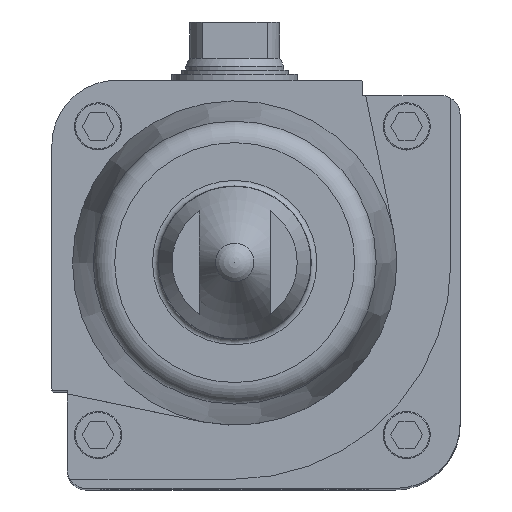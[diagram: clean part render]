
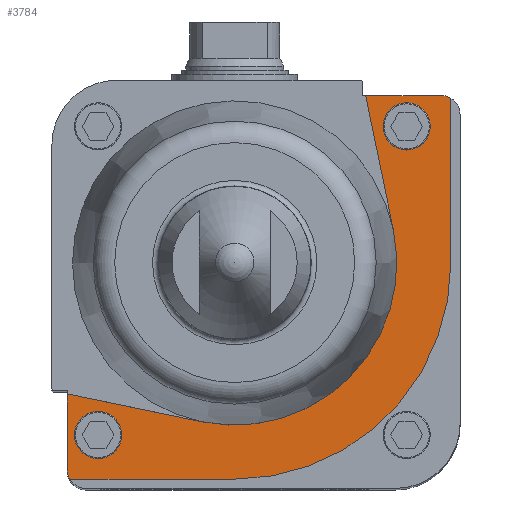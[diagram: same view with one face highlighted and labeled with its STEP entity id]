
A CAD part, top view. The second image highlights one B-rep face of the part: STEP entity #3784.
In plain terms, the highlighted planar face has unit normal (0, 0, 1).
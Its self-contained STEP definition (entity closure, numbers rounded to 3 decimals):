
#137=PLANE('',#4160);
#257=LINE('',#5567,#567);
#274=LINE('',#5619,#584);
#308=LINE('',#6030,#618);
#309=LINE('',#6034,#619);
#310=LINE('',#6035,#620);
#311=LINE('',#6039,#621);
#567=VECTOR('',#4408,1000.);
#584=VECTOR('',#4447,1000.);
#618=VECTOR('',#4839,1000.);
#619=VECTOR('',#4842,1000.);
#620=VECTOR('',#4843,1000.);
#621=VECTOR('',#4846,1000.);
#1154=ORIENTED_EDGE('',*,*,#2007,.T.);
#1155=ORIENTED_EDGE('',*,*,#2008,.T.);
#1156=ORIENTED_EDGE('',*,*,#1857,.T.);
#1157=ORIENTED_EDGE('',*,*,#1867,.T.);
#1158=ORIENTED_EDGE('',*,*,#2009,.T.);
#1159=ORIENTED_EDGE('',*,*,#2010,.T.);
#1160=ORIENTED_EDGE('',*,*,#2011,.T.);
#1161=ORIENTED_EDGE('',*,*,#1872,.T.);
#1162=ORIENTED_EDGE('',*,*,#1882,.T.);
#1163=ORIENTED_EDGE('',*,*,#2012,.T.);
#1164=ORIENTED_EDGE('',*,*,#2013,.F.);
#1165=ORIENTED_EDGE('',*,*,#2014,.T.);
#1857=EDGE_CURVE('',#2346,#2345,#257,.T.);
#1867=EDGE_CURVE('',#2345,#2355,#2718,.T.);
#1872=EDGE_CURVE('',#2360,#2359,#2721,.T.);
#1882=EDGE_CURVE('',#2359,#2369,#274,.T.);
#2007=EDGE_CURVE('',#2490,#2490,#2811,.T.);
#2008=EDGE_CURVE('',#2491,#2491,#2812,.T.);
#2009=EDGE_CURVE('',#2355,#2492,#308,.T.);
#2010=EDGE_CURVE('',#2492,#2493,#2813,.T.);
#2011=EDGE_CURVE('',#2493,#2360,#309,.T.);
#2012=EDGE_CURVE('',#2369,#2494,#310,.T.);
#2013=EDGE_CURVE('',#2495,#2494,#2814,.T.);
#2014=EDGE_CURVE('',#2495,#2346,#311,.T.);
#2345=VERTEX_POINT('',#5566);
#2346=VERTEX_POINT('',#5568);
#2355=VERTEX_POINT('',#5587);
#2359=VERTEX_POINT('',#5597);
#2360=VERTEX_POINT('',#5599);
#2369=VERTEX_POINT('',#5618);
#2490=VERTEX_POINT('',#6027);
#2491=VERTEX_POINT('',#6029);
#2492=VERTEX_POINT('',#6031);
#2493=VERTEX_POINT('',#6033);
#2494=VERTEX_POINT('',#6036);
#2495=VERTEX_POINT('',#6038);
#2718=CIRCLE('',#3976,9.5);
#2721=CIRCLE('',#3980,9.5);
#2811=CIRCLE('',#4161,12.);
#2812=CIRCLE('',#4162,12.);
#2813=CIRCLE('',#4163,110.);
#2814=CIRCLE('',#4164,82.5);
#3054=EDGE_LOOP('',(#1154));
#3055=EDGE_LOOP('',(#1155));
#3056=EDGE_LOOP('',(#1156,#1157,#1158,#1159,#1160,#1161,#1162,#1163,#1164,
#1165));
#3439=FACE_BOUND('',#3054,.T.);
#3440=FACE_BOUND('',#3055,.T.);
#3441=FACE_BOUND('',#3056,.T.);
#3784=ADVANCED_FACE('',(#3439,#3440,#3441),#137,.T.);
#3976=AXIS2_PLACEMENT_3D('',#5588,#4422,#4423);
#3980=AXIS2_PLACEMENT_3D('',#5598,#4432,#4433);
#4160=AXIS2_PLACEMENT_3D('',#6025,#4833,#4834);
#4161=AXIS2_PLACEMENT_3D('',#6026,#4835,#4836);
#4162=AXIS2_PLACEMENT_3D('',#6028,#4837,#4838);
#4163=AXIS2_PLACEMENT_3D('',#6032,#4840,#4841);
#4164=AXIS2_PLACEMENT_3D('',#6037,#4844,#4845);
#4408=DIRECTION('',(0.,-1.,0.));
#4422=DIRECTION('',(0.,0.,1.));
#4423=DIRECTION('',(1.,0.,0.));
#4432=DIRECTION('',(0.,0.,1.));
#4433=DIRECTION('',(1.,0.,0.));
#4447=DIRECTION('',(-1.,0.,0.));
#4833=DIRECTION('',(0.,0.,1.));
#4834=DIRECTION('',(1.,0.,0.));
#4835=DIRECTION('',(0.,0.,-1.));
#4836=DIRECTION('',(-1.,0.,0.));
#4837=DIRECTION('',(0.,0.,-1.));
#4838=DIRECTION('',(-1.,0.,0.));
#4839=DIRECTION('',(1.,0.,0.));
#4840=DIRECTION('',(0.,0.,1.));
#4841=DIRECTION('',(1.,0.,0.));
#4842=DIRECTION('',(0.,1.,0.));
#4843=DIRECTION('',(0.203,-0.979,0.));
#4844=DIRECTION('',(0.,0.,1.));
#4845=DIRECTION('',(1.,0.,0.));
#4846=DIRECTION('',(-0.979,0.203,0.));
#5566=CARTESIAN_POINT('',(-85.2,-105.2,227.));
#5567=CARTESIAN_POINT('',(-85.2,-65.,227.));
#5568=CARTESIAN_POINT('',(-85.2,-66.614,227.));
#5587=CARTESIAN_POINT('',(-83.898,-110.,227.));
#5588=CARTESIAN_POINT('',(-75.7,-105.2,227.));
#5597=CARTESIAN_POINT('',(105.2,85.2,227.));
#5598=CARTESIAN_POINT('',(105.2,75.7,227.));
#5599=CARTESIAN_POINT('',(110.,83.898,227.));
#5618=CARTESIAN_POINT('',(66.614,85.2,227.));
#5619=CARTESIAN_POINT('',(105.2,85.2,227.));
#6025=CARTESIAN_POINT('',(0.,0.,227.));
#6026=CARTESIAN_POINT('',(-69.5,-87.5,227.));
#6027=CARTESIAN_POINT('',(-81.5,-87.5,227.));
#6028=CARTESIAN_POINT('',(87.5,69.5,227.));
#6029=CARTESIAN_POINT('',(75.5,69.5,227.));
#6030=CARTESIAN_POINT('',(-93.,-110.,227.));
#6031=CARTESIAN_POINT('',(0.,-110.,227.));
#6032=CARTESIAN_POINT('',(0.,0.,227.));
#6033=CARTESIAN_POINT('',(110.,0.,227.));
#6034=CARTESIAN_POINT('',(110.,0.,227.));
#6035=CARTESIAN_POINT('',(65.,93.,227.));
#6036=CARTESIAN_POINT('',(80.788,16.721,227.));
#6037=CARTESIAN_POINT('',(0.,0.,227.));
#6038=CARTESIAN_POINT('',(-16.721,-80.788,227.));
#6039=CARTESIAN_POINT('',(-16.721,-80.788,227.));
